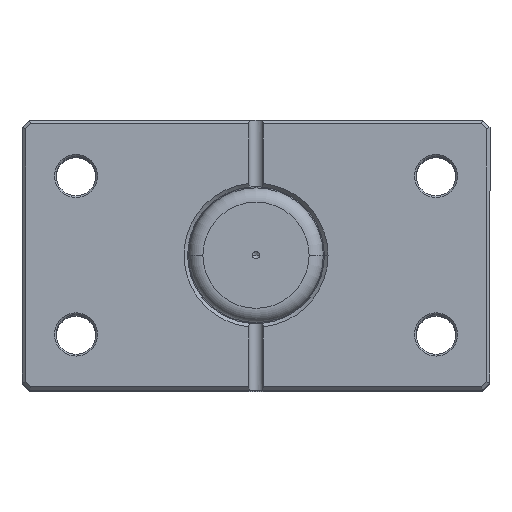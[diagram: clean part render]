
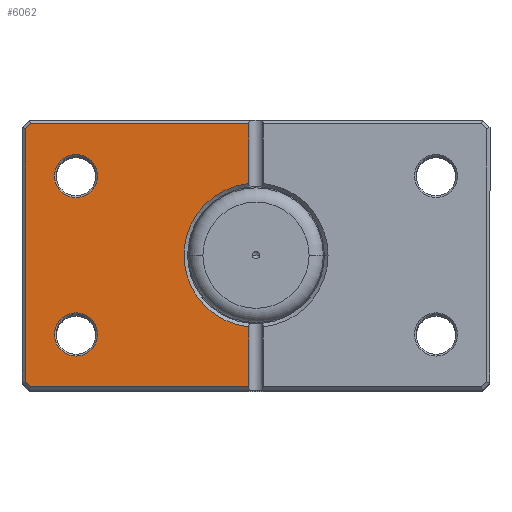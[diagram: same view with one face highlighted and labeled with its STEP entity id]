
A CAD part, top view. The second image highlights one B-rep face of the part: STEP entity #6062.
In plain terms, the highlighted face is planar.
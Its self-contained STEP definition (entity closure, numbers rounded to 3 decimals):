
#20 = EDGE_CURVE ( 'NONE', #5634, #948, #915, .T. ) ;
#252 = ORIENTED_EDGE ( 'NONE', *, *, #5765, .T. ) ;
#267 = CARTESIAN_POINT ( 'NONE',  ( 56., -22., 0. ) ) ;
#341 = FACE_BOUND ( 'NONE', #934, .T. ) ;
#407 = EDGE_CURVE ( 'NONE', #2326, #614, #2468, .T. ) ;
#415 = LINE ( 'NONE', #1642, #5523 ) ;
#441 = ORIENTED_EDGE ( 'NONE', *, *, #6278, .T. ) ;
#534 = DIRECTION ( 'NONE',  ( 1., 0., 0. ) ) ;
#549 = CARTESIAN_POINT ( 'NONE',  ( 2., 19.9, 0. ) ) ;
#608 = CARTESIAN_POINT ( 'NONE',  ( 0., 36.5, 0. ) ) ;
#614 = VERTEX_POINT ( 'NONE', #3136 ) ;
#665 = CARTESIAN_POINT ( 'NONE',  ( 62.586, -36.5, 0. ) ) ;
#695 = CARTESIAN_POINT ( 'NONE',  ( 0., -36.5, 0. ) ) ;
#716 = DIRECTION ( 'NONE',  ( -1., 0., 0. ) ) ;
#788 = CIRCLE ( 'NONE', #3125, 6. ) ;
#793 = VERTEX_POINT ( 'NONE', #4689 ) ;
#822 = CARTESIAN_POINT ( 'NONE',  ( 62.586, 36.5, 0. ) ) ;
#915 = CIRCLE ( 'NONE', #2508, 20. ) ;
#934 = EDGE_LOOP ( 'NONE', ( #4574, #2338 ) ) ;
#948 = VERTEX_POINT ( 'NONE', #549 ) ;
#979 = CARTESIAN_POINT ( 'NONE',  ( 2., 37.5, 0. ) ) ;
#1112 = CARTESIAN_POINT ( 'NONE',  ( 64., 35.086, 0. ) ) ;
#1372 = AXIS2_PLACEMENT_3D ( 'NONE', #2833, #3702, #3134 ) ;
#1382 = DIRECTION ( 'NONE',  ( -0.707, -0.707, 0. ) ) ;
#1449 = EDGE_LOOP ( 'NONE', ( #2827, #4256, #441, #4544, #2574, #1843, #5161, #252 ) ) ;
#1450 = CARTESIAN_POINT ( 'NONE',  ( 49.543, -49.543, 0. ) ) ;
#1617 = VERTEX_POINT ( 'NONE', #5498 ) ;
#1642 = CARTESIAN_POINT ( 'NONE',  ( 2., 37.5, 0. ) ) ;
#1643 = EDGE_CURVE ( 'NONE', #3229, #4997, #1712, .T. ) ;
#1671 = FACE_BOUND ( 'NONE', #1682, .T. ) ;
#1682 = EDGE_LOOP ( 'NONE', ( #2843, #3359 ) ) ;
#1712 = LINE ( 'NONE', #6074, #5329 ) ;
#1755 = LINE ( 'NONE', #695, #4203 ) ;
#1821 = CARTESIAN_POINT ( 'NONE',  ( 49.543, 49.543, 0. ) ) ;
#1832 = CARTESIAN_POINT ( 'NONE',  ( 44., -22., 0. ) ) ;
#1843 = ORIENTED_EDGE ( 'NONE', *, *, #1643, .T. ) ;
#1862 = CARTESIAN_POINT ( 'NONE',  ( 56., 22., 0. ) ) ;
#2134 = DIRECTION ( 'NONE',  ( 0., 0., 1. ) ) ;
#2192 = EDGE_CURVE ( 'NONE', #614, #2326, #5583, .T. ) ;
#2231 = CARTESIAN_POINT ( 'NONE',  ( 0., 0., 0. ) ) ;
#2302 = VECTOR ( 'NONE', #6309, 1000. ) ;
#2326 = VERTEX_POINT ( 'NONE', #1862 ) ;
#2338 = ORIENTED_EDGE ( 'NONE', *, *, #407, .T. ) ;
#2344 = VECTOR ( 'NONE', #534, 1000. ) ;
#2349 = EDGE_CURVE ( 'NONE', #793, #4194, #3638, .T. ) ;
#2457 = DIRECTION ( 'NONE',  ( 0., 0., 1. ) ) ;
#2459 = PLANE ( 'NONE',  #5699 ) ;
#2460 = EDGE_CURVE ( 'NONE', #4997, #3845, #4338, .T. ) ;
#2468 = CIRCLE ( 'NONE', #1372, 6. ) ;
#2508 = AXIS2_PLACEMENT_3D ( 'NONE', #2231, #2457, #5742 ) ;
#2574 = ORIENTED_EDGE ( 'NONE', *, *, #5520, .T. ) ;
#2614 = VECTOR ( 'NONE', #4424, 1000. ) ;
#2734 = CARTESIAN_POINT ( 'NONE',  ( 50., -22., 0. ) ) ;
#2827 = ORIENTED_EDGE ( 'NONE', *, *, #3598, .T. ) ;
#2833 = CARTESIAN_POINT ( 'NONE',  ( 50., 22., 0. ) ) ;
#2843 = ORIENTED_EDGE ( 'NONE', *, *, #4469, .T. ) ;
#2899 = VERTEX_POINT ( 'NONE', #1832 ) ;
#3019 = VECTOR ( 'NONE', #1382, 1000. ) ;
#3041 = AXIS2_PLACEMENT_3D ( 'NONE', #2734, #6243, #3221 ) ;
#3125 = AXIS2_PLACEMENT_3D ( 'NONE', #5062, #2134, #5582 ) ;
#3134 = DIRECTION ( 'NONE',  ( 1., 0., 0. ) ) ;
#3136 = CARTESIAN_POINT ( 'NONE',  ( 44., 22., 0. ) ) ;
#3221 = DIRECTION ( 'NONE',  ( 1., 0., 0. ) ) ;
#3229 = VERTEX_POINT ( 'NONE', #1112 ) ;
#3352 = CARTESIAN_POINT ( 'NONE',  ( 2., -19.9, 0. ) ) ;
#3359 = ORIENTED_EDGE ( 'NONE', *, *, #3958, .T. ) ;
#3433 = CIRCLE ( 'NONE', #3041, 6. ) ;
#3454 = DIRECTION ( 'NONE',  ( 1., 0., 0. ) ) ;
#3575 = AXIS2_PLACEMENT_3D ( 'NONE', #4900, #4877, #4938 ) ;
#3598 = EDGE_CURVE ( 'NONE', #1617, #5634, #3923, .T. ) ;
#3638 = LINE ( 'NONE', #608, #2344 ) ;
#3702 = DIRECTION ( 'NONE',  ( 0., 0., 1. ) ) ;
#3845 = VERTEX_POINT ( 'NONE', #665 ) ;
#3923 = LINE ( 'NONE', #979, #2614 ) ;
#3958 = EDGE_CURVE ( 'NONE', #5825, #2899, #3433, .T. ) ;
#4116 = FACE_OUTER_BOUND ( 'NONE', #1449, .T. ) ;
#4194 = VERTEX_POINT ( 'NONE', #822 ) ;
#4203 = VECTOR ( 'NONE', #716, 1000. ) ;
#4256 = ORIENTED_EDGE ( 'NONE', *, *, #20, .T. ) ;
#4338 = LINE ( 'NONE', #1450, #3019 ) ;
#4424 = DIRECTION ( 'NONE',  ( 0., 1., 0. ) ) ;
#4469 = EDGE_CURVE ( 'NONE', #2899, #5825, #788, .T. ) ;
#4544 = ORIENTED_EDGE ( 'NONE', *, *, #2349, .T. ) ;
#4574 = ORIENTED_EDGE ( 'NONE', *, *, #2192, .T. ) ;
#4689 = CARTESIAN_POINT ( 'NONE',  ( 2., 36.5, 0. ) ) ;
#4877 = DIRECTION ( 'NONE',  ( 0., 0., 1. ) ) ;
#4900 = CARTESIAN_POINT ( 'NONE',  ( 50., 22., 0. ) ) ;
#4938 = DIRECTION ( 'NONE',  ( 1., 0., 0. ) ) ;
#4997 = VERTEX_POINT ( 'NONE', #5182 ) ;
#5062 = CARTESIAN_POINT ( 'NONE',  ( 50., -22., 0. ) ) ;
#5068 = DIRECTION ( 'NONE',  ( 0., 1., 0. ) ) ;
#5161 = ORIENTED_EDGE ( 'NONE', *, *, #2460, .T. ) ;
#5182 = CARTESIAN_POINT ( 'NONE',  ( 64., -35.086, 0. ) ) ;
#5329 = VECTOR ( 'NONE', #6029, 1000. ) ;
#5408 = CARTESIAN_POINT ( 'NONE',  ( 0., 0., 0. ) ) ;
#5498 = CARTESIAN_POINT ( 'NONE',  ( 2., -36.5, 0. ) ) ;
#5520 = EDGE_CURVE ( 'NONE', #4194, #3229, #5952, .T. ) ;
#5523 = VECTOR ( 'NONE', #5068, 1000. ) ;
#5582 = DIRECTION ( 'NONE',  ( 1., 0., 0. ) ) ;
#5583 = CIRCLE ( 'NONE', #3575, 6. ) ;
#5634 = VERTEX_POINT ( 'NONE', #3352 ) ;
#5699 = AXIS2_PLACEMENT_3D ( 'NONE', #5408, #6468, #3454 ) ;
#5742 = DIRECTION ( 'NONE',  ( 1., 0., 0. ) ) ;
#5765 = EDGE_CURVE ( 'NONE', #3845, #1617, #1755, .T. ) ;
#5825 = VERTEX_POINT ( 'NONE', #267 ) ;
#5952 = LINE ( 'NONE', #1821, #2302 ) ;
#6029 = DIRECTION ( 'NONE',  ( 0., -1., 0. ) ) ;
#6062 = ADVANCED_FACE ( 'NONE', ( #1671, #341, #4116 ), #2459, .F. ) ;
#6074 = CARTESIAN_POINT ( 'NONE',  ( 64., 0., 0. ) ) ;
#6243 = DIRECTION ( 'NONE',  ( 0., 0., 1. ) ) ;
#6278 = EDGE_CURVE ( 'NONE', #948, #793, #415, .T. ) ;
#6309 = DIRECTION ( 'NONE',  ( 0.707, -0.707, 0. ) ) ;
#6468 = DIRECTION ( 'NONE',  ( 0., 0., 1. ) ) ;
